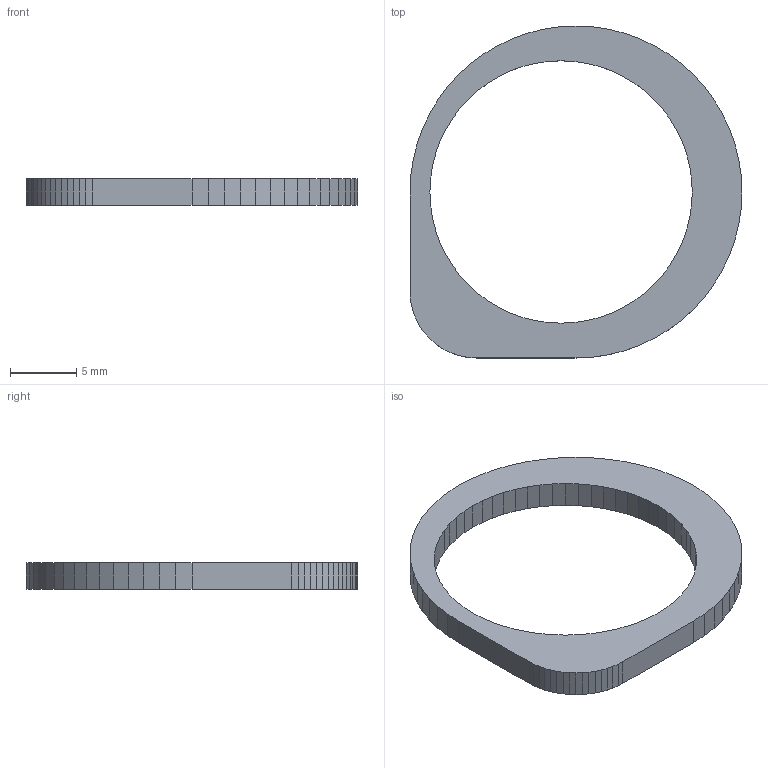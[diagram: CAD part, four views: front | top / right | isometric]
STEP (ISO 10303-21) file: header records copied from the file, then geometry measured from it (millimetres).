
FILE_DESCRIPTION(('FreeCAD Model'),'2;1');
FILE_NAME('rondelle definitive.step', '2019-04-19T12:42:11',('Author'),(''), 'Open CASCADE STEP processor 7.2','FreeCAD','Unknown');
FILE_SCHEMA(('AUTOMOTIVE_DESIGN { 1 0 10303 214 1 1 1 1 }'));
Length unit declared in the file: millimetre
Products named in the file (1): Exquisite_Bruticus__3_002_(Solid)
Bounding box: 25 x 25 x 2 mm (x, y, z)
Volume: 424.8 mm3; surface area: 712.4 mm2
Topology: 1 solids, 1 shells, 132 faces, 390 edges, 260 vertices
Faces by surface type: plane 132
Entity records: 9409 total; most frequent: CARTESIAN_POINT 1563, DIRECTION 1436, LINE 1170, VECTOR 1170, ORIENTED_EDGE 780, PCURVE 780, DEFINITIONAL_REPRESENTATION 780, EDGE_CURVE 390
